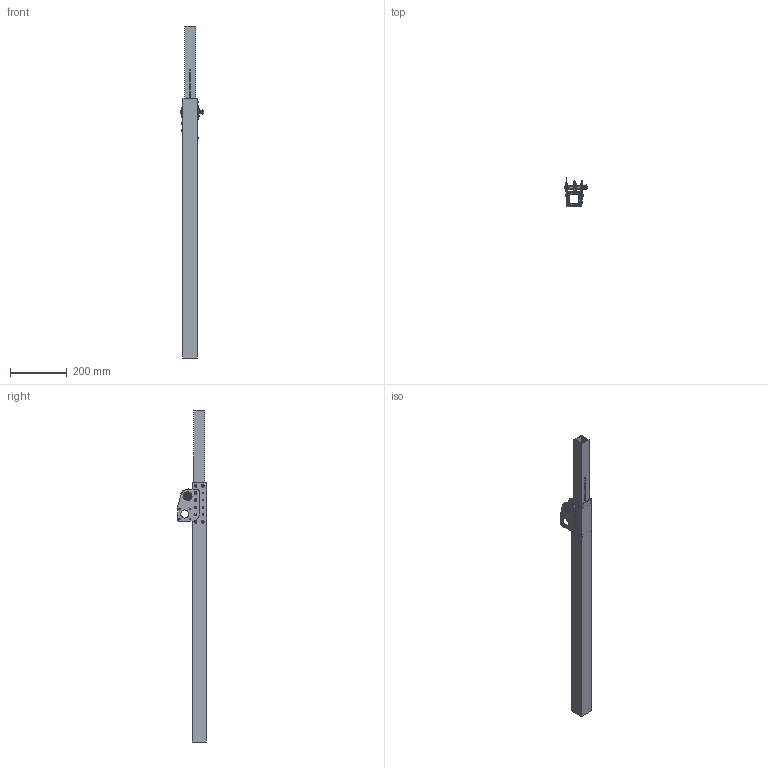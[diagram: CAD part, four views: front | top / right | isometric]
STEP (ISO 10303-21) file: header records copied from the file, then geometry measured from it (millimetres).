
FILE_DESCRIPTION(/* description */ (''),/* implementation_level */ '2;1');
FILE_NAME(/* name */ 'a5f63d20-e2b7-487e-b84c-ffde773c178e.stp',/* time_stamp */ '2023-01-22T05:23:23Z',/* author */ (''),/* organization */ (''),/* preprocessor_version */ 'ST-DEVELOPER v19.2',/* originating_system */ 'Autodesk Translation Framework v11.17.0.187',/* authorisation */ '');
FILE_SCHEMA (('AUTOMOTIVE_DESIGN { 1 0 10303 214 3 1 1 }'));
Length unit declared in the file: inch
Products named in the file (24): Telescoping Powered Arm ASM; 2x2tube ASM; 2x2 long Stick; Slider_Blocks; Slider_Blocks_1; Slider_Blocks_2; Slider_Blocks_3; Slider_Blocks_4; 95185A190_Zinc-Plated Steel Press-Fit Nut for Sheet Metal; 95185A190_Zinc-Plated Steel Press-Fit Nut for Sheet Metal(Mirror); 91255A025_Button Head Hex Drive Screw; 91255A025_Button Head Hex Drive Screw(Mirror); 1.5 slide tube; gear box; Selft_drive_Guesset; Selft_drive_Guesset_1; Selfie_drive_guesset_small; Selfie_drive_guesset_small_1; Ball Bearing; 217-4017 v1; 93286A013_Aluminum Washer; 91255A535_Button Head Hex Drive Screw; 15 Tooth Sprocket; 91255A262_Button Head Hex Drive Screw
Assembly tree (46 placements, depth 4):
  Telescoping Powered Arm ASM
    2x2tube ASM
      2x2 long Stick
      Slider_Blocks
        Slider_Blocks_4
      Slider_Blocks_1
        Slider_Blocks_4
      Slider_Blocks_2
        Slider_Blocks_4
      Slider_Blocks_3
        Slider_Blocks_4
      95185A190_Zinc-Plated Steel Press-Fit Nut for Sheet Metal  x4
      95185A190_Zinc-Plated Steel Press-Fit Nut for Sheet Metal(Mirror)  x4
      91255A025_Button Head Hex Drive Screw  x4
      91255A025_Button Head Hex Drive Screw(Mirror)  x4
    1.5 slide tube
    gear box
      Selft_drive_Guesset
        Selft_drive_Guesset_1
      Selfie_drive_guesset_small
        Selfie_drive_guesset_small_1
      Ball Bearing  x2
      217-4017 v1
      93286A013_Aluminum Washer  x2
      91255A535_Button Head Hex Drive Screw  x2
      15 Tooth Sprocket
      91255A262_Button Head Hex Drive Screw  x6
Bounding box: 82.02 x 101.6 x 1168.4 mm (x, y, z)
Volume: 861710.7 mm3; surface area: 741948.7 mm2
Topology: 38 solids, 38 shells, 2636 faces, 7231 edges, 4754 vertices
Faces by surface type: plane 1219, cylinder 1077, cone 231, bspline 48, torus 45, sphere 16
Full cylindrical faces by diameter (mm): 3.795 x110, 4.039 x8, 4.7 x12, 4.826 x112, 5.1 x1, 5.159 x10, 5.2 x236, 6.35 x20, 6.731 x2, 8.636 x8, 13.75 x2, 17.475 x2, 19.204 x4, 24.575 x4, 25.4 x1, 28.575 x5, 31.12 x2
Entity records: 42662 total; most frequent: CARTESIAN_POINT 14706, ORIENTED_EDGE 5696, DIRECTION 5500, EDGE_CURVE 2848, AXIS2_PLACEMENT_3D 2041, VERTEX_POINT 1881, EDGE_LOOP 1565, LINE 1418
